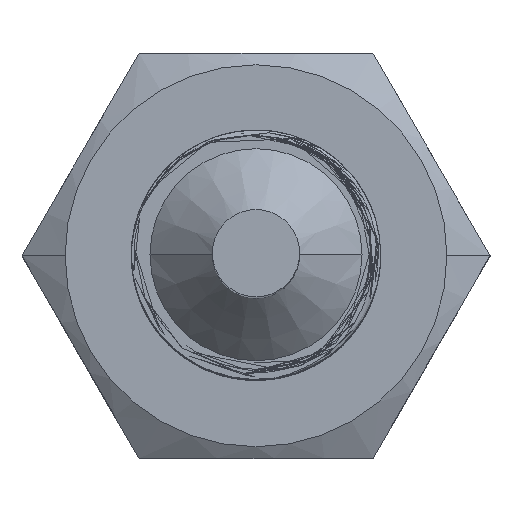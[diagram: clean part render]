
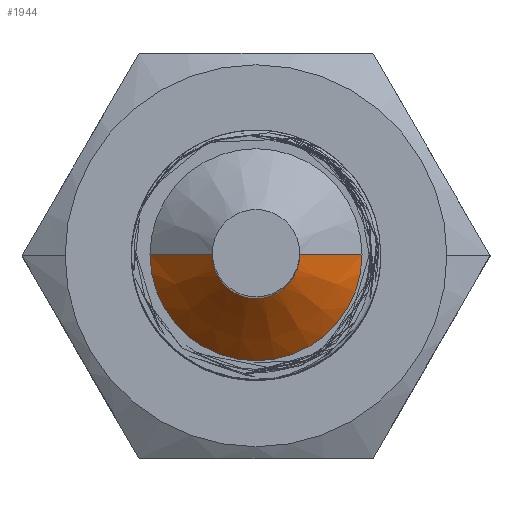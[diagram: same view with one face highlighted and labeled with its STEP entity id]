
A CAD part, top view. The second image highlights one B-rep face of the part: STEP entity #1944.
In plain terms, the highlighted conical face has half-angle 45 degrees and reference radius 1.4 mm.
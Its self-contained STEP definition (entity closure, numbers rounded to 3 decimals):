
#1944 = ADVANCED_FACE ( 'NONE', ( #5251 ), #2484, .T. ) ;
#2484 = CONICAL_SURFACE ( 'NONE', #39885, 1.4, 0.785 ) ;
#2511 = EDGE_CURVE ( 'NONE', #7292, #34464, #15914, .T. ) ;
#2762 = VECTOR ( 'NONE', #29733, 1000. ) ;
#3458 = CARTESIAN_POINT ( 'NONE',  ( -1.4, 0., 47. ) ) ;
#3563 = VECTOR ( 'NONE', #10482, 1000. ) ;
#5251 = FACE_OUTER_BOUND ( 'NONE', #15266, .T. ) ;
#7123 = AXIS2_PLACEMENT_3D ( 'NONE', #43337, #11243, #25417 ) ;
#7292 = VERTEX_POINT ( 'NONE', #36990 ) ;
#9272 = CARTESIAN_POINT ( 'NONE',  ( 0., 0., 47. ) ) ;
#10482 = DIRECTION ( 'NONE',  ( 0.707, 0., -0.707 ) ) ;
#11243 = DIRECTION ( 'NONE',  ( 0., 0., -1. ) ) ;
#11532 = ORIENTED_EDGE ( 'NONE', *, *, #29903, .T. ) ;
#12581 = DIRECTION ( 'NONE',  ( 0., 0., -1. ) ) ;
#13431 = VERTEX_POINT ( 'NONE', #17215 ) ;
#14556 = LINE ( 'NONE', #3458, #2762 ) ;
#15266 = EDGE_LOOP ( 'NONE', ( #37846, #39077, #11532, #32382 ) ) ;
#15914 = CIRCLE ( 'NONE', #37467, 1.4 ) ;
#17215 = CARTESIAN_POINT ( 'NONE',  ( 3.4, 0., 45. ) ) ;
#18727 = CARTESIAN_POINT ( 'NONE',  ( 1.4, 0., 47. ) ) ;
#21701 = EDGE_CURVE ( 'NONE', #13431, #34421, #34410, .T. ) ;
#25417 = DIRECTION ( 'NONE',  ( 1., 0., 0. ) ) ;
#26436 = CARTESIAN_POINT ( 'NONE',  ( 0., 0., 47. ) ) ;
#28417 = CARTESIAN_POINT ( 'NONE',  ( 1.4, 0., 47. ) ) ;
#29733 = DIRECTION ( 'NONE',  ( -0.707, 0., -0.707 ) ) ;
#29903 = EDGE_CURVE ( 'NONE', #7292, #34421, #14556, .T. ) ;
#32382 = ORIENTED_EDGE ( 'NONE', *, *, #21701, .F. ) ;
#34410 = CIRCLE ( 'NONE', #7123, 3.4 ) ;
#34421 = VERTEX_POINT ( 'NONE', #36168 ) ;
#34443 = DIRECTION ( 'NONE',  ( 1., 0., 0. ) ) ;
#34464 = VERTEX_POINT ( 'NONE', #18727 ) ;
#36168 = CARTESIAN_POINT ( 'NONE',  ( -3.4, 0., 45. ) ) ;
#36990 = CARTESIAN_POINT ( 'NONE',  ( -1.4, 0., 47. ) ) ;
#37467 = AXIS2_PLACEMENT_3D ( 'NONE', #9272, #37581, #34443 ) ;
#37581 = DIRECTION ( 'NONE',  ( 0., 0., 1. ) ) ;
#37846 = ORIENTED_EDGE ( 'NONE', *, *, #44268, .F. ) ;
#39077 = ORIENTED_EDGE ( 'NONE', *, *, #2511, .F. ) ;
#39885 = AXIS2_PLACEMENT_3D ( 'NONE', #26436, #12581, #44947 ) ;
#42439 = LINE ( 'NONE', #28417, #3563 ) ;
#43337 = CARTESIAN_POINT ( 'NONE',  ( 0., 0., 45. ) ) ;
#44268 = EDGE_CURVE ( 'NONE', #34464, #13431, #42439, .T. ) ;
#44947 = DIRECTION ( 'NONE',  ( -1., 0., 0. ) ) ;
